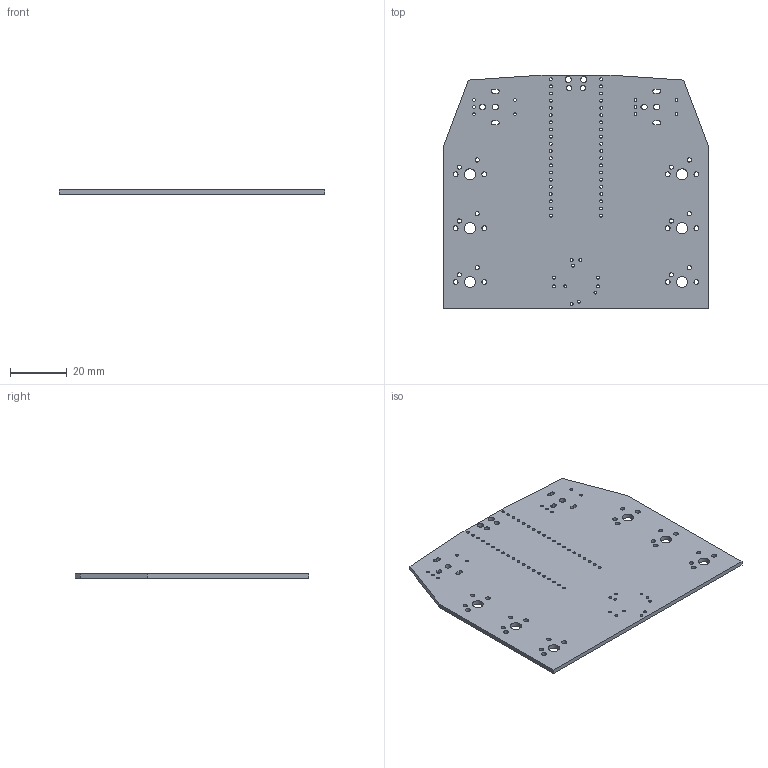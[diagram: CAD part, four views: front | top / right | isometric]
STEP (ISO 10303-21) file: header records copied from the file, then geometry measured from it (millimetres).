
FILE_DESCRIPTION(('KiCad electronic assembly'),'2;1');
FILE_NAME('knob.step','2025-06-16T21:37:26',('Pcbnew'),('Kicad'), 'Open CASCADE STEP processor 7.8','KiCad to STEP converter','Unknown' );
FILE_SCHEMA(('AUTOMOTIVE_DESIGN { 1 0 10303 214 1 1 1 1 }'));
Length unit declared in the file: millimetre
Products named in the file (2): knob 1; knob_PCB
Assembly tree (1 placements, depth 2):
  knob 1
    knob_PCB
Bounding box: 94.06 x 82.75 x 1.51 mm (x, y, z)
Volume: 10990.4 mm3; surface area: 15770.2 mm2
Topology: 1 solids, 1 shells, 131 faces, 387 edges, 258 vertices
Faces by surface type: cylinder 109, plane 22
Full cylindrical faces by diameter (mm): 1 x61, 1.5 x12, 1.7 x12, 1.85 x2, 2.1 x2, 2.2 x2, 4 x6
Entity records: 4948 total; most frequent: DIRECTION 871, CARTESIAN_POINT 778, ORIENTED_EDGE 774, EDGE_CURVE 387, AXIS2_PLACEMENT_3D 351, FACE_BOUND 337, EDGE_LOOP 337, VERTEX_POINT 258
